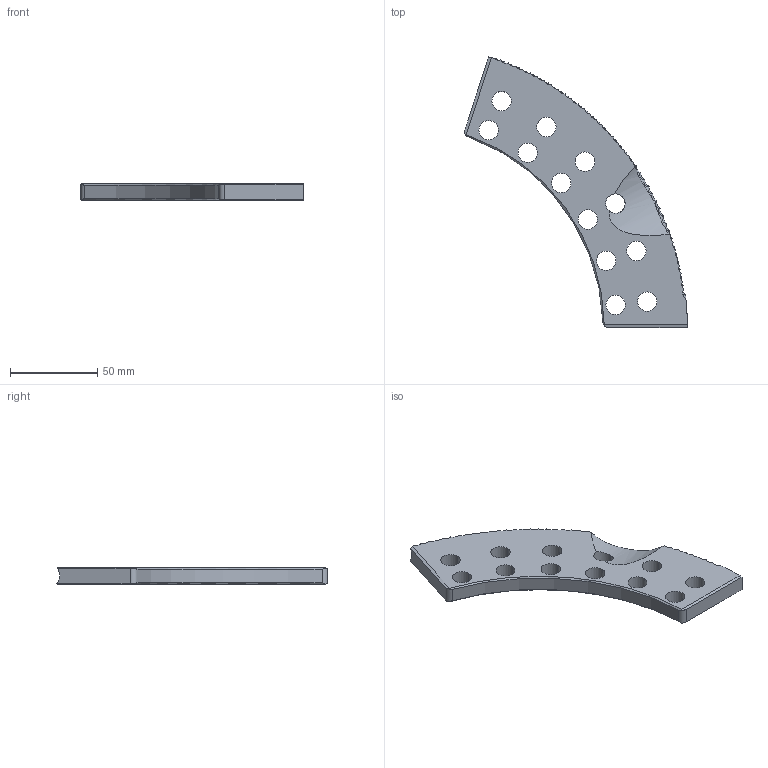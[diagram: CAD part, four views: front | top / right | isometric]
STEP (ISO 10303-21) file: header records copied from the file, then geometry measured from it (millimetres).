
FILE_DESCRIPTION (( 'STEP AP203' ), '1' );
FILE_NAME ('M7853-S.STEP', '2022-04-21T20:47:21', ( '' ), ( '' ), 'SwSTEP 2.0', 'SolidWorks 2020', '' );
FILE_SCHEMA (( 'CONFIG_CONTROL_DESIGN' ));
Length unit declared in the file: inch
Products named in the file (1): M7853-S
Bounding box: 127.68 x 155.39 x 9.49 mm (x, y, z)
Volume: 63111.2 mm3; surface area: 22203.3 mm2
Topology: 1 solids, 1 shells, 116 faces, 345 edges, 230 vertices
Faces by surface type: sphere 74, cylinder 29, plane 8, torus 3, cone 2
Entity records: 5412 total; most frequent: CARTESIAN_POINT 2169, ORIENTED_EDGE 690, DIRECTION 689, EDGE_CURVE 345, AXIS2_PLACEMENT_3D 326, VERTEX_POINT 230, CIRCLE 209, EDGE_LOOP 139
